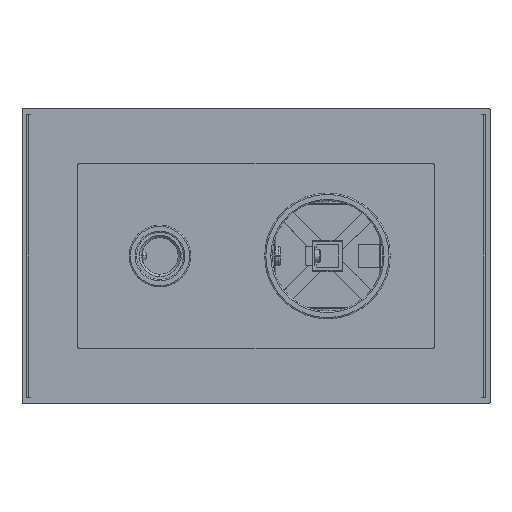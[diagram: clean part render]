
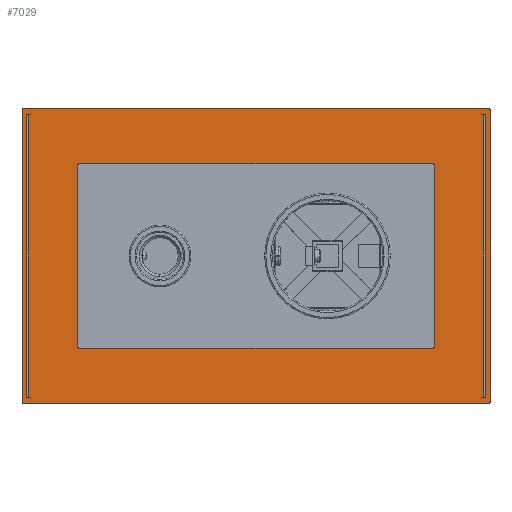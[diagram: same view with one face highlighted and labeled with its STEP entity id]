
A CAD part, left-side view. The second image highlights one B-rep face of the part: STEP entity #7029.
In plain terms, the highlighted planar face has unit normal (-1, 0, 0).
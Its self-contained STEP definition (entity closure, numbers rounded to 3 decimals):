
#5398=CARTESIAN_POINT('',(-10.,-65.5,-59.5));
#5399=DIRECTION('',(-1.,0.,0.));
#5400=DIRECTION('',(0.,0.,-1.));
#5401=AXIS2_PLACEMENT_3D('',#5398,#5399,#5400);
#5403=DIRECTION('',(0.,1.,0.));
#5404=VECTOR('',#5403,189.);
#5405=CARTESIAN_POINT('',(-10.,-65.5,-60.));
#5406=LINE('',#5405,#5404);
#5407=CARTESIAN_POINT('',(-10.,123.5,-59.5));
#5408=DIRECTION('',(-1.,0.,0.));
#5409=DIRECTION('',(0.,1.,0.));
#5410=AXIS2_PLACEMENT_3D('',#5407,#5408,#5409);
#5412=DIRECTION('',(0.,0.,1.));
#5413=VECTOR('',#5412,119.);
#5414=CARTESIAN_POINT('',(-10.,124.,-59.5));
#5415=LINE('',#5414,#5413);
#5416=CARTESIAN_POINT('',(-10.,123.5,59.5));
#5417=DIRECTION('',(-1.,0.,0.));
#5418=DIRECTION('',(0.,0.,1.));
#5419=AXIS2_PLACEMENT_3D('',#5416,#5417,#5418);
#5421=DIRECTION('',(0.,-1.,0.));
#5422=VECTOR('',#5421,189.);
#5423=CARTESIAN_POINT('',(-10.,123.5,60.));
#5424=LINE('',#5423,#5422);
#5425=CARTESIAN_POINT('',(-10.,-65.5,59.5));
#5426=DIRECTION('',(-1.,0.,0.));
#5427=DIRECTION('',(0.,-1.,0.));
#5428=AXIS2_PLACEMENT_3D('',#5425,#5426,#5427);
#5430=DIRECTION('',(0.,0.,-1.));
#5431=VECTOR('',#5430,119.);
#5432=CARTESIAN_POINT('',(-10.,-66.,59.5));
#5433=LINE('',#5432,#5431);
#5434=DIRECTION('',(0.,-1.,0.));
#5435=VECTOR('',#5434,1.5);
#5436=CARTESIAN_POINT('',(-10.,-62.5,57.5));
#5437=LINE('',#5436,#5435);
#5438=CARTESIAN_POINT('',(-10.,-62.5,56.5));
#5439=DIRECTION('',(-1.,0.,0.));
#5440=DIRECTION('',(0.,-1.,0.));
#5441=AXIS2_PLACEMENT_3D('',#5438,#5439,#5440);
#5443=DIRECTION('',(0.,0.,1.));
#5444=VECTOR('',#5443,113.);
#5445=CARTESIAN_POINT('',(-10.,-63.5,-56.5));
#5446=LINE('',#5445,#5444);
#5447=CARTESIAN_POINT('',(-10.,-62.5,-56.5));
#5448=DIRECTION('',(-1.,0.,0.));
#5449=DIRECTION('',(0.,0.,-1.));
#5450=AXIS2_PLACEMENT_3D('',#5447,#5448,#5449);
#5452=DIRECTION('',(0.,1.,0.));
#5453=VECTOR('',#5452,1.5);
#5454=CARTESIAN_POINT('',(-10.,-64.,-57.5));
#5455=LINE('',#5454,#5453);
#5456=DIRECTION('',(0.,0.,-1.));
#5457=VECTOR('',#5456,115.);
#5458=CARTESIAN_POINT('',(-10.,-64.,57.5));
#5459=LINE('',#5458,#5457);
#5460=DIRECTION('',(0.,1.,0.));
#5461=VECTOR('',#5460,143.);
#5462=CARTESIAN_POINT('',(-10.,-42.5,-37.5));
#5463=LINE('',#5462,#5461);
#5464=DIRECTION('',(0.,0.,-1.));
#5465=VECTOR('',#5464,73.);
#5466=CARTESIAN_POINT('',(-10.,-43.5,36.5));
#5467=LINE('',#5466,#5465);
#5468=DIRECTION('',(0.,-1.,0.));
#5469=VECTOR('',#5468,143.);
#5470=CARTESIAN_POINT('',(-10.,100.5,37.5));
#5471=LINE('',#5470,#5469);
#5472=DIRECTION('',(0.,0.,1.));
#5473=VECTOR('',#5472,73.);
#5474=CARTESIAN_POINT('',(-10.,101.5,-36.5));
#5475=LINE('',#5474,#5473);
#5476=DIRECTION('',(0.,1.,0.));
#5477=VECTOR('',#5476,1.5);
#5478=CARTESIAN_POINT('',(-10.,120.5,-57.5));
#5479=LINE('',#5478,#5477);
#5480=CARTESIAN_POINT('',(-10.,120.5,-56.5));
#5481=DIRECTION('',(-1.,0.,0.));
#5482=DIRECTION('',(0.,1.,0.));
#5483=AXIS2_PLACEMENT_3D('',#5480,#5481,#5482);
#5485=DIRECTION('',(0.,0.,-1.));
#5486=VECTOR('',#5485,113.);
#5487=CARTESIAN_POINT('',(-10.,121.5,56.5));
#5488=LINE('',#5487,#5486);
#5489=CARTESIAN_POINT('',(-10.,120.5,56.5));
#5490=DIRECTION('',(-1.,0.,0.));
#5491=DIRECTION('',(0.,0.,1.));
#5492=AXIS2_PLACEMENT_3D('',#5489,#5490,#5491);
#5494=DIRECTION('',(0.,-1.,0.));
#5495=VECTOR('',#5494,1.5);
#5496=CARTESIAN_POINT('',(-10.,122.,57.5));
#5497=LINE('',#5496,#5495);
#5498=DIRECTION('',(0.,0.,1.));
#5499=VECTOR('',#5498,115.);
#5500=CARTESIAN_POINT('',(-10.,122.,-57.5));
#5501=LINE('',#5500,#5499);
#5985=CARTESIAN_POINT('',(-10.,-42.5,-36.5));
#5986=DIRECTION('',(1.,0.,0.));
#5987=DIRECTION('',(0.,-1.,0.));
#5988=AXIS2_PLACEMENT_3D('',#5985,#5986,#5987);
#6003=CARTESIAN_POINT('',(-10.,-42.5,36.5));
#6004=DIRECTION('',(1.,0.,0.));
#6005=DIRECTION('',(0.,0.,1.));
#6006=AXIS2_PLACEMENT_3D('',#6003,#6004,#6005);
#6021=CARTESIAN_POINT('',(-10.,100.5,36.5));
#6022=DIRECTION('',(1.,0.,0.));
#6023=DIRECTION('',(0.,1.,0.));
#6024=AXIS2_PLACEMENT_3D('',#6021,#6022,#6023);
#6039=CARTESIAN_POINT('',(-10.,100.5,-36.5));
#6040=DIRECTION('',(1.,0.,0.));
#6041=DIRECTION('',(0.,0.,-1.));
#6042=AXIS2_PLACEMENT_3D('',#6039,#6040,#6041);
#6057=CARTESIAN_POINT('',(-10.,122.,-57.5));
#6058=CARTESIAN_POINT('',(-10.,122.,57.5));
#6059=VERTEX_POINT('',#6057);
#6060=VERTEX_POINT('',#6058);
#6061=CARTESIAN_POINT('',(-10.,-64.,57.5));
#6062=CARTESIAN_POINT('',(-10.,-64.,-57.5));
#6063=VERTEX_POINT('',#6061);
#6064=VERTEX_POINT('',#6062);
#6089=CARTESIAN_POINT('',(-10.,-65.5,-60.));
#6090=CARTESIAN_POINT('',(-10.,-66.,-59.5));
#6091=VERTEX_POINT('',#6089);
#6092=VERTEX_POINT('',#6090);
#6093=CARTESIAN_POINT('',(-10.,124.,-59.5));
#6094=CARTESIAN_POINT('',(-10.,123.5,-60.));
#6095=VERTEX_POINT('',#6093);
#6096=VERTEX_POINT('',#6094);
#6097=CARTESIAN_POINT('',(-10.,123.5,60.));
#6098=CARTESIAN_POINT('',(-10.,124.,59.5));
#6099=VERTEX_POINT('',#6097);
#6100=VERTEX_POINT('',#6098);
#6101=CARTESIAN_POINT('',(-10.,-66.,59.5));
#6102=CARTESIAN_POINT('',(-10.,-65.5,60.));
#6103=VERTEX_POINT('',#6101);
#6104=VERTEX_POINT('',#6102);
#6246=CARTESIAN_POINT('',(-10.,-43.5,36.5));
#6248=VERTEX_POINT('',#6246);
#6250=CARTESIAN_POINT('',(-10.,-42.5,37.5));
#6252=VERTEX_POINT('',#6250);
#6254=CARTESIAN_POINT('',(-10.,-42.5,-37.5));
#6256=VERTEX_POINT('',#6254);
#6258=CARTESIAN_POINT('',(-10.,-43.5,-36.5));
#6260=VERTEX_POINT('',#6258);
#6262=CARTESIAN_POINT('',(-10.,101.5,-36.5));
#6264=VERTEX_POINT('',#6262);
#6266=CARTESIAN_POINT('',(-10.,100.5,-37.5));
#6268=VERTEX_POINT('',#6266);
#6270=CARTESIAN_POINT('',(-10.,100.5,37.5));
#6272=VERTEX_POINT('',#6270);
#6274=CARTESIAN_POINT('',(-10.,101.5,36.5));
#6276=VERTEX_POINT('',#6274);
#6277=CARTESIAN_POINT('',(-10.,-63.5,-56.5));
#6279=VERTEX_POINT('',#6277);
#6281=CARTESIAN_POINT('',(-10.,-63.5,56.5));
#6283=VERTEX_POINT('',#6281);
#6285=CARTESIAN_POINT('',(-10.,121.5,56.5));
#6287=VERTEX_POINT('',#6285);
#6289=CARTESIAN_POINT('',(-10.,121.5,-56.5));
#6291=VERTEX_POINT('',#6289);
#6297=CARTESIAN_POINT('',(-10.,-62.5,-57.5));
#6298=VERTEX_POINT('',#6297);
#6299=CARTESIAN_POINT('',(-10.,120.5,-57.5));
#6300=VERTEX_POINT('',#6299);
#6305=CARTESIAN_POINT('',(-10.,-62.5,57.5));
#6306=VERTEX_POINT('',#6305);
#6307=CARTESIAN_POINT('',(-10.,120.5,57.5));
#6308=VERTEX_POINT('',#6307);
#6963=CARTESIAN_POINT('',(-10.,29.,0.));
#6964=DIRECTION('',(1.,0.,0.));
#6965=DIRECTION('',(0.,0.,-1.));
#6966=AXIS2_PLACEMENT_3D('',#6963,#6964,#6965);
#6967=PLANE('',#6966);
#6969=ORIENTED_EDGE('',*,*,#6968,.F.);
#6971=ORIENTED_EDGE('',*,*,#6970,.T.);
#6973=ORIENTED_EDGE('',*,*,#6972,.F.);
#6975=ORIENTED_EDGE('',*,*,#6974,.T.);
#6977=ORIENTED_EDGE('',*,*,#6976,.F.);
#6979=ORIENTED_EDGE('',*,*,#6978,.T.);
#6981=ORIENTED_EDGE('',*,*,#6980,.F.);
#6983=ORIENTED_EDGE('',*,*,#6982,.T.);
#6984=EDGE_LOOP('',(#6969,#6971,#6973,#6975,#6977,#6979,#6981,#6983));
#6985=FACE_OUTER_BOUND('',#6984,.F.);
#6987=ORIENTED_EDGE('',*,*,#6986,.F.);
#6989=ORIENTED_EDGE('',*,*,#6988,.F.);
#6991=ORIENTED_EDGE('',*,*,#6990,.F.);
#6992=ORIENTED_EDGE('',*,*,#6948,.F.);
#6993=ORIENTED_EDGE('',*,*,#6880,.F.);
#6995=ORIENTED_EDGE('',*,*,#6994,.F.);
#6996=EDGE_LOOP('',(#6987,#6989,#6991,#6992,#6993,#6995));
#6997=FACE_BOUND('',#6996,.F.);
#6999=ORIENTED_EDGE('',*,*,#6998,.F.);
#7001=ORIENTED_EDGE('',*,*,#7000,.F.);
#7003=ORIENTED_EDGE('',*,*,#7002,.F.);
#7005=ORIENTED_EDGE('',*,*,#7004,.F.);
#7007=ORIENTED_EDGE('',*,*,#7006,.F.);
#7009=ORIENTED_EDGE('',*,*,#7008,.F.);
#7011=ORIENTED_EDGE('',*,*,#7010,.F.);
#7013=ORIENTED_EDGE('',*,*,#7012,.F.);
#7014=EDGE_LOOP('',(#6999,#7001,#7003,#7005,#7007,#7009,#7011,#7013));
#7015=FACE_BOUND('',#7014,.F.);
#7016=ORIENTED_EDGE('',*,*,#6873,.F.);
#7018=ORIENTED_EDGE('',*,*,#7017,.F.);
#7020=ORIENTED_EDGE('',*,*,#7019,.F.);
#7022=ORIENTED_EDGE('',*,*,#7021,.F.);
#7024=ORIENTED_EDGE('',*,*,#7023,.F.);
#7026=ORIENTED_EDGE('',*,*,#7025,.F.);
#7027=EDGE_LOOP('',(#7016,#7018,#7020,#7022,#7024,#7026));
#7028=FACE_BOUND('',#7027,.F.);
#7029=ADVANCED_FACE('',(#6985,#6997,#7015,#7028),#6967,.F.);
#5402=CIRCLE('',#5401,0.5);
#5411=CIRCLE('',#5410,0.5);
#5420=CIRCLE('',#5419,0.5);
#5429=CIRCLE('',#5428,0.5);
#5442=CIRCLE('',#5441,1.);
#5451=CIRCLE('',#5450,1.);
#5484=CIRCLE('',#5483,1.);
#5493=CIRCLE('',#5492,1.);
#5989=CIRCLE('',#5988,1.);
#6007=CIRCLE('',#6006,1.);
#6025=CIRCLE('',#6024,1.);
#6043=CIRCLE('',#6042,1.);
#6873=EDGE_CURVE('',#6300,#6059,#5479,.T.);
#6880=EDGE_CURVE('',#6064,#6298,#5455,.T.);
#6948=EDGE_CURVE('',#6298,#6279,#5451,.T.);
#6968=EDGE_CURVE('',#6091,#6092,#5402,.T.);
#6970=EDGE_CURVE('',#6091,#6096,#5406,.T.);
#6972=EDGE_CURVE('',#6095,#6096,#5411,.T.);
#6974=EDGE_CURVE('',#6095,#6100,#5415,.T.);
#6976=EDGE_CURVE('',#6099,#6100,#5420,.T.);
#6978=EDGE_CURVE('',#6099,#6104,#5424,.T.);
#6980=EDGE_CURVE('',#6103,#6104,#5429,.T.);
#6982=EDGE_CURVE('',#6103,#6092,#5433,.T.);
#6986=EDGE_CURVE('',#6306,#6063,#5437,.T.);
#6988=EDGE_CURVE('',#6283,#6306,#5442,.T.);
#6990=EDGE_CURVE('',#6279,#6283,#5446,.T.);
#6994=EDGE_CURVE('',#6063,#6064,#5459,.T.);
#6998=EDGE_CURVE('',#6256,#6268,#5463,.T.);
#7000=EDGE_CURVE('',#6260,#6256,#5989,.T.);
#7002=EDGE_CURVE('',#6248,#6260,#5467,.T.);
#7004=EDGE_CURVE('',#6252,#6248,#6007,.T.);
#7006=EDGE_CURVE('',#6272,#6252,#5471,.T.);
#7008=EDGE_CURVE('',#6276,#6272,#6025,.T.);
#7010=EDGE_CURVE('',#6264,#6276,#5475,.T.);
#7012=EDGE_CURVE('',#6268,#6264,#6043,.T.);
#7017=EDGE_CURVE('',#6291,#6300,#5484,.T.);
#7019=EDGE_CURVE('',#6287,#6291,#5488,.T.);
#7021=EDGE_CURVE('',#6308,#6287,#5493,.T.);
#7023=EDGE_CURVE('',#6060,#6308,#5497,.T.);
#7025=EDGE_CURVE('',#6059,#6060,#5501,.T.);
